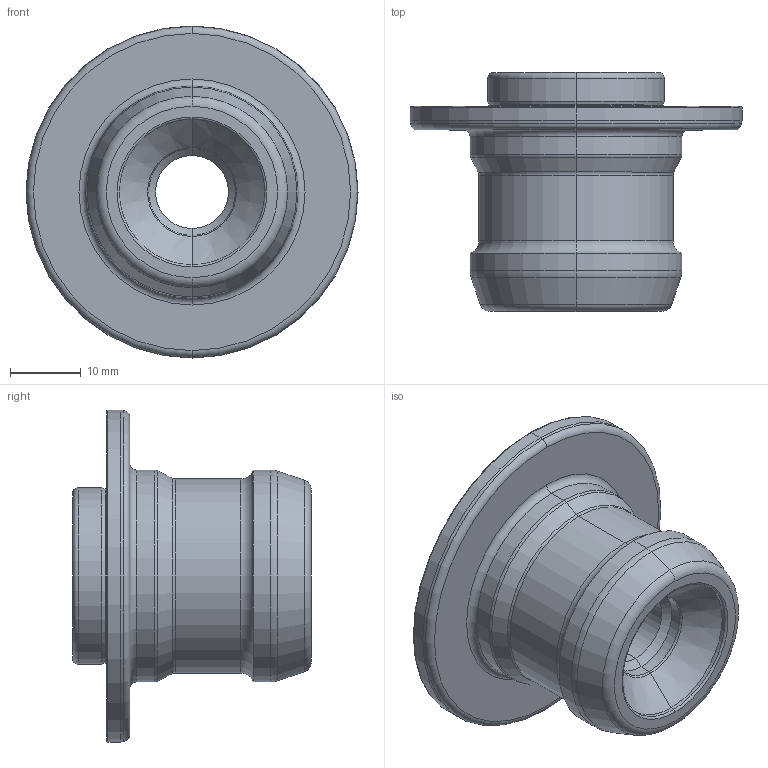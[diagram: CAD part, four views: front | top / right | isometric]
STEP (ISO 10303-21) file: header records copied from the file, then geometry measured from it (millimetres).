
FILE_DESCRIPTION (( 'STEP AP214' ), '1' );
FILE_NAME ('804 470 EZNi m.Np ø25 BI. 4.8 Speedy classic 2 058-106-01.STEP', '2014-03-26T07:23:17', ( '' ), ( '' ), 'SwSTEP 2.0', 'SolidWorks 2013', '' );
FILE_SCHEMA (( 'AUTOMOTIVE_DESIGN' ));
Length unit declared in the file: millimetre
Products named in the file (1): 804 470 EZNi m.Np ø25 BI. 4.8 Speedy classic 2 058-106-01
Bounding box: 47 x 33.8 x 47 mm (x, y, z)
Volume: 20639 mm3; surface area: 7298.5 mm2
Topology: 1 solids, 1 shells, 68 faces, 136 edges, 72 vertices
Faces by surface type: torus 28, cylinder 18, cone 18, plane 4
Entity records: 1790 total; most frequent: DIRECTION 374, CARTESIAN_POINT 277, ORIENTED_EDGE 272, AXIS2_PLACEMENT_3D 169, EDGE_CURVE 136, CIRCLE 100, EDGE_LOOP 72, VERTEX_POINT 72
